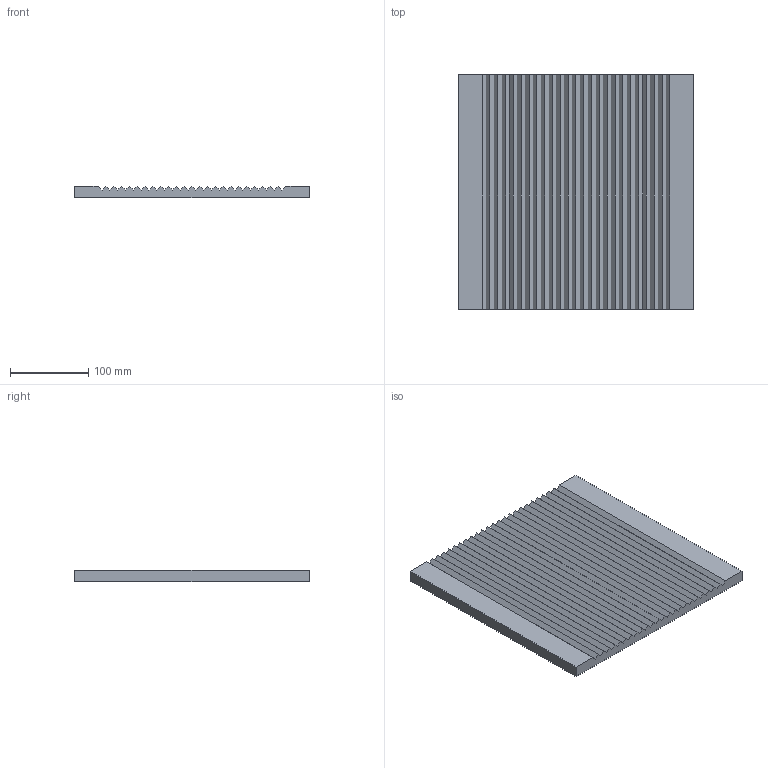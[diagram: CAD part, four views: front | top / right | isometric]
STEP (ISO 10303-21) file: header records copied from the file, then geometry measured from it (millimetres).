
FILE_DESCRIPTION(('CATIA V5 STEP Exchange'),'2;1');
FILE_NAME('table.stp','2019-07-20T20:26:37+00:00',('none'),('none'),'CATIA Version 5 Release 21 GA (IN-10)','CATIA V5 STEP AP203','none');
FILE_SCHEMA(('CONFIG_CONTROL_DESIGN'));
Length unit declared in the file: millimetre
Products named in the file (1): table
Bounding box: 300 x 300 x 15 mm (x, y, z)
Volume: 1170000 mm3; surface area: 226623.4 mm2
Topology: 1 solids, 1 shells, 55 faces, 159 edges, 106 vertices
Faces by surface type: plane 55
Entity records: 1810 total; most frequent: CARTESIAN_POINT 320, ORIENTED_EDGE 318, DIRECTION 267, VECTOR 159, EDGE_CURVE 159, LINE 159, VERTEX_POINT 106, AXIS2_PLACEMENT_3D 55
